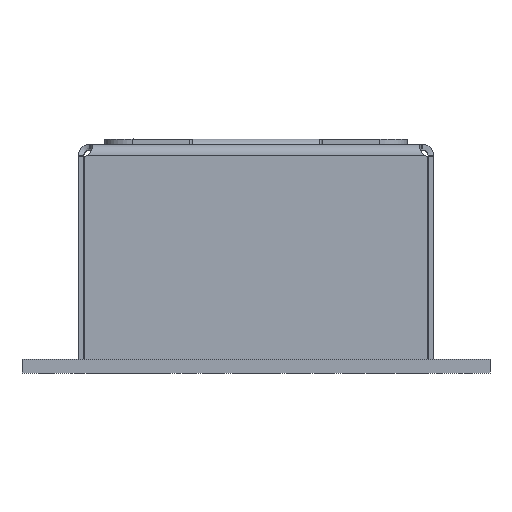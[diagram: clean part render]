
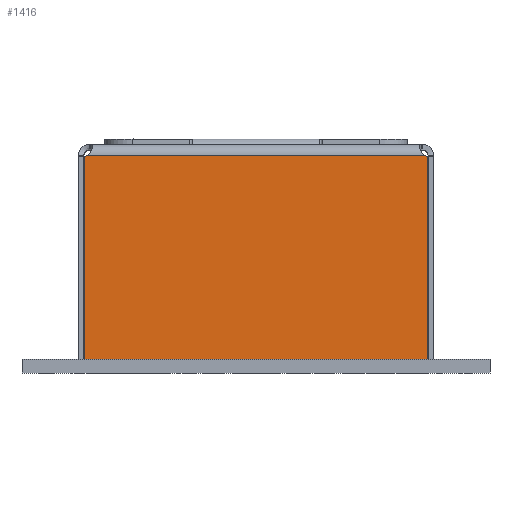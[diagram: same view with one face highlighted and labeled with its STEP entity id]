
A CAD part, front view. The second image highlights one B-rep face of the part: STEP entity #1416.
In plain terms, the highlighted planar face has unit normal (0, -1, 0).
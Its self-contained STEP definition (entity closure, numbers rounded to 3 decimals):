
#1416=ADVANCED_FACE('',(#7327),#7329,.F.);
#7327=FACE_BOUND('',#7328,.T.);
#7328=EDGE_LOOP('',(#15718,#15719,#15720,#15721,#15722,#15723));
#7329=PLANE('',#7330);
#7330=AXIS2_PLACEMENT_3D('',#7331,#7332,#7333);
#7331=CARTESIAN_POINT('',(0.,-5.5,8.3));
#7332=DIRECTION('',(0.,1.,0.));
#7333=DIRECTION('',(0.,0.,1.));
#15718=ORIENTED_EDGE('',*,*,#18713,.F.);
#15719=ORIENTED_EDGE('',*,*,#18721,.F.);
#15720=ORIENTED_EDGE('',*,*,#18722,.T.);
#15721=ORIENTED_EDGE('',*,*,#18461,.T.);
#15722=ORIENTED_EDGE('',*,*,#18720,.F.);
#15723=ORIENTED_EDGE('',*,*,#18723,.T.);
#18461=EDGE_CURVE('',#20340,#20337,#20341,.T.);
#18713=EDGE_CURVE('',#20757,#20759,#20760,.T.);
#18720=EDGE_CURVE('',#20769,#20337,#20771,.T.);
#18721=EDGE_CURVE('',#20772,#20757,#20773,.T.);
#18722=EDGE_CURVE('',#20772,#20340,#20774,.T.);
#18723=EDGE_CURVE('',#20769,#20759,#20775,.T.);
#20337=VERTEX_POINT('',#23730);
#20340=VERTEX_POINT('',#23735);
#20341=LINE('',#23736,#23737);
#20757=VERTEX_POINT('',#24843);
#20759=VERTEX_POINT('',#24862);
#20760=LINE('',#24863,#24864);
#20769=VERTEX_POINT('',#24924);
#20771=LINE('',#24928,#24929);
#20772=VERTEX_POINT('',#24931);
#20773=CIRCLE('',#24932,0.3);
#20774=LINE('',#24936,#24937);
#20775=CIRCLE('',#24939,0.3);
#23730=CARTESIAN_POINT('',(6.243,-5.5,0.5));
#23735=CARTESIAN_POINT('',(-6.243,-5.5,0.5));
#23736=CARTESIAN_POINT('',(-6.243,-5.5,0.5));
#23737=VECTOR('',#23738,1.);
#23738=DIRECTION('',(1.,0.,0.));
#24843=CARTESIAN_POINT('',(-6.131,-5.5,7.9));
#24862=CARTESIAN_POINT('',(6.131,-5.5,7.9));
#24863=CARTESIAN_POINT('',(-6.131,-5.5,7.9));
#24864=VECTOR('',#24865,1.);
#24865=DIRECTION('',(1.,0.,0.));
#24924=CARTESIAN_POINT('',(6.243,-5.5,7.878));
#24928=CARTESIAN_POINT('',(6.243,-5.5,7.878));
#24929=VECTOR('',#24930,1.);
#24930=DIRECTION('',(0.,0.,-1.));
#24931=CARTESIAN_POINT('',(-6.243,-5.5,7.878));
#24932=AXIS2_PLACEMENT_3D('',#24933,#24934,#24935);
#24933=CARTESIAN_POINT('',(-6.243,-5.5,8.178));
#24934=DIRECTION('',(0.,-1.,0.));
#24935=DIRECTION('',(0.,0.,-1.));
#24936=CARTESIAN_POINT('',(-6.243,-5.5,7.878));
#24937=VECTOR('',#24938,1.);
#24938=DIRECTION('',(0.,0.,-1.));
#24939=AXIS2_PLACEMENT_3D('',#24940,#24941,#24942);
#24940=CARTESIAN_POINT('',(6.243,-5.5,8.178));
#24941=DIRECTION('',(0.,1.,0.));
#24942=DIRECTION('',(0.,0.,-1.));
